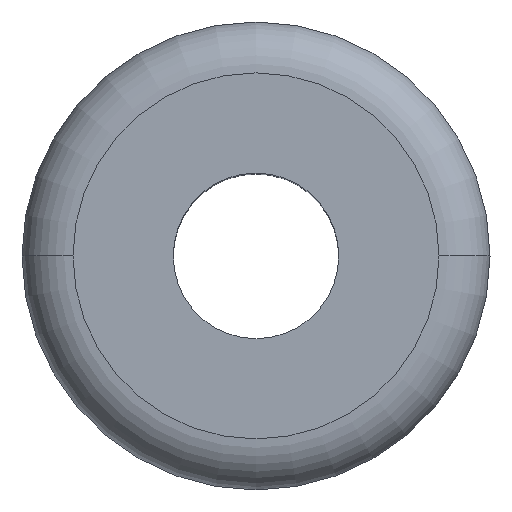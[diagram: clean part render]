
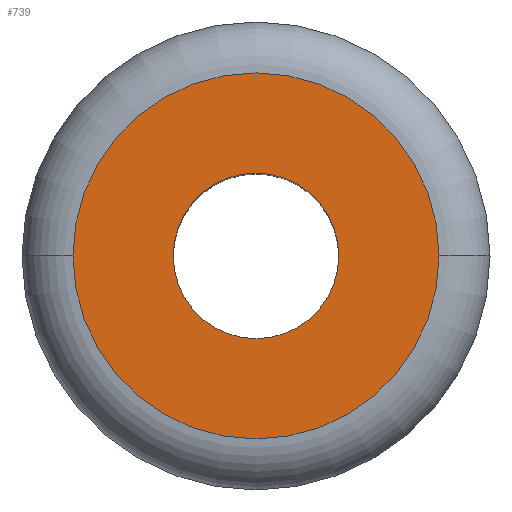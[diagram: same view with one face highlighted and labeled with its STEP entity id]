
A CAD part, top view. The second image highlights one B-rep face of the part: STEP entity #739.
In plain terms, the highlighted planar face has unit normal (0, 0, 1).
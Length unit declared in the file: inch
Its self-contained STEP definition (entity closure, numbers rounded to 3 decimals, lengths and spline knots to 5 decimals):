
#1 = VERTEX_POINT ( 'NONE', #141 ) ;
#39 = AXIS2_PLACEMENT_3D ( 'NONE', #180, #477, #722 ) ;
#43 = AXIS2_PLACEMENT_3D ( 'NONE', #376, #657, #857 ) ;
#48 = DIRECTION ( 'NONE',  ( -1., 0., 0. ) ) ;
#53 = DIRECTION ( 'NONE',  ( 0., 0., 1. ) ) ;
#55 = VERTEX_POINT ( 'NONE', #452 ) ;
#60 = DIRECTION ( 'NONE',  ( 1., 0., 0. ) ) ;
#111 = EDGE_LOOP ( 'NONE', ( #353, #348 ) ) ;
#126 = PLANE ( 'NONE',  #387 ) ;
#128 = AXIS2_PLACEMENT_3D ( 'NONE', #698, #53, #361 ) ;
#141 = CARTESIAN_POINT ( 'NONE',  ( -0.2875, 0., 0. ) ) ;
#155 = VERTEX_POINT ( 'NONE', #537 ) ;
#180 = CARTESIAN_POINT ( 'NONE',  ( 0., 0., 0. ) ) ;
#308 = VERTEX_POINT ( 'NONE', #517 ) ;
#329 = EDGE_LOOP ( 'NONE', ( #364, #360 ) ) ;
#348 = ORIENTED_EDGE ( 'NONE', *, *, #812, .T. ) ;
#353 = ORIENTED_EDGE ( 'NONE', *, *, #651, .T. ) ;
#360 = ORIENTED_EDGE ( 'NONE', *, *, #534, .F. ) ;
#361 = DIRECTION ( 'NONE',  ( 1., 0., 0. ) ) ;
#364 = ORIENTED_EDGE ( 'NONE', *, *, #772, .F. ) ;
#376 = CARTESIAN_POINT ( 'NONE',  ( 0., 0., 0. ) ) ;
#387 = AXIS2_PLACEMENT_3D ( 'NONE', #435, #695, #48 ) ;
#416 = CIRCLE ( 'NONE', #663, 0.13 ) ;
#435 = CARTESIAN_POINT ( 'NONE',  ( -0.13, 0., 0. ) ) ;
#442 = CARTESIAN_POINT ( 'NONE',  ( 0., 0., 0. ) ) ;
#452 = CARTESIAN_POINT ( 'NONE',  ( 0.13, 0., 0. ) ) ;
#477 = DIRECTION ( 'NONE',  ( 0., 0., 1. ) ) ;
#507 = FACE_BOUND ( 'NONE', #329, .T. ) ;
#517 = CARTESIAN_POINT ( 'NONE',  ( 0.2875, 0., 0. ) ) ;
#530 = CIRCLE ( 'NONE', #39, 0.2875 ) ;
#534 = EDGE_CURVE ( 'NONE', #155, #55, #827, .T. ) ;
#537 = CARTESIAN_POINT ( 'NONE',  ( -0.13, 0., 0. ) ) ;
#651 = EDGE_CURVE ( 'NONE', #308, #1, #530, .T. ) ;
#657 = DIRECTION ( 'NONE',  ( 0., 0., 1. ) ) ;
#663 = AXIS2_PLACEMENT_3D ( 'NONE', #442, #704, #60 ) ;
#692 = CIRCLE ( 'NONE', #43, 0.2875 ) ;
#695 = DIRECTION ( 'NONE',  ( 0., 0., -1. ) ) ;
#698 = CARTESIAN_POINT ( 'NONE',  ( 0., 0., 0. ) ) ;
#704 = DIRECTION ( 'NONE',  ( 0., 0., 1. ) ) ;
#722 = DIRECTION ( 'NONE',  ( 1., 0., 0. ) ) ;
#734 = FACE_OUTER_BOUND ( 'NONE', #111, .T. ) ;
#739 = ADVANCED_FACE ( 'NONE', ( #507, #734 ), #126, .F. ) ;
#772 = EDGE_CURVE ( 'NONE', #55, #155, #416, .T. ) ;
#812 = EDGE_CURVE ( 'NONE', #1, #308, #692, .T. ) ;
#827 = CIRCLE ( 'NONE', #128, 0.13 ) ;
#857 = DIRECTION ( 'NONE',  ( 1., 0., 0. ) ) ;
